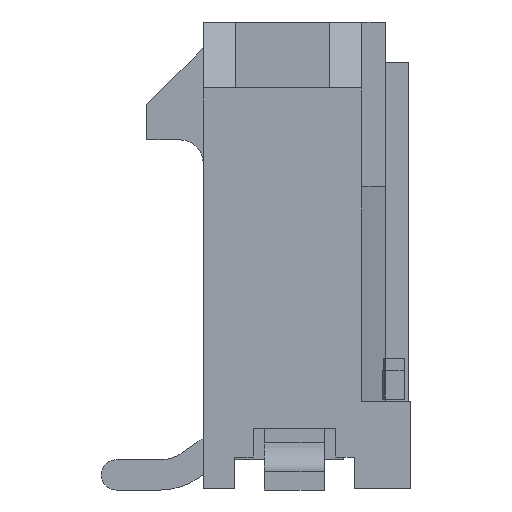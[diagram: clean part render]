
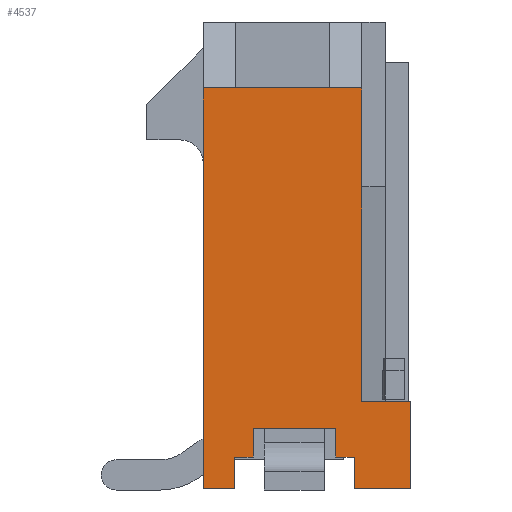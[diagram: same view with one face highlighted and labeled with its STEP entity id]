
A CAD part, left-side view. The second image highlights one B-rep face of the part: STEP entity #4537.
In plain terms, the highlighted planar face has unit normal (-1, 0, 0).
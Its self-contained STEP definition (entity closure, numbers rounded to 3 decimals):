
#829=DIRECTION('',(0.,0.,-1.));
#830=VECTOR('',#829,2.1);
#831=CARTESIAN_POINT('',(-4.825,-1.43,3.55));
#832=LINE('',#831,#830);
#833=DIRECTION('',(0.,0.,1.));
#834=VECTOR('',#833,4.55);
#835=CARTESIAN_POINT('',(-4.825,-1.43,-3.1));
#836=LINE('',#835,#834);
#837=DIRECTION('',(0.,0.,-1.));
#838=VECTOR('',#837,1.85);
#839=CARTESIAN_POINT('',(-4.825,-2.47,-3.1));
#840=LINE('',#839,#838);
#841=DIRECTION('',(0.,1.,0.));
#842=VECTOR('',#841,1.2);
#843=CARTESIAN_POINT('',(-4.825,-2.47,-4.95));
#844=LINE('',#843,#842);
#845=DIRECTION('',(0.,0.,1.));
#846=VECTOR('',#845,0.67);
#847=CARTESIAN_POINT('',(-4.825,-1.27,-4.95));
#848=LINE('',#847,#846);
#849=DIRECTION('',(0.,1.,0.));
#850=VECTOR('',#849,0.395);
#851=CARTESIAN_POINT('',(-4.825,-1.27,-4.28));
#852=LINE('',#851,#850);
#853=DIRECTION('',(0.,0.,-1.));
#854=VECTOR('',#853,0.6);
#855=CARTESIAN_POINT('',(-4.825,-0.875,-3.68));
#856=LINE('',#855,#854);
#857=DIRECTION('',(0.,-1.,0.));
#858=VECTOR('',#857,1.75);
#859=CARTESIAN_POINT('',(-4.825,0.875,-3.68));
#860=LINE('',#859,#858);
#861=DIRECTION('',(0.,0.,-1.));
#862=VECTOR('',#861,0.6);
#863=CARTESIAN_POINT('',(-4.825,0.875,-3.68));
#864=LINE('',#863,#862);
#865=DIRECTION('',(0.,1.,0.));
#866=VECTOR('',#865,0.395);
#867=CARTESIAN_POINT('',(-4.825,0.875,-4.28));
#868=LINE('',#867,#866);
#869=DIRECTION('',(0.,0.,-1.));
#870=VECTOR('',#869,0.67);
#871=CARTESIAN_POINT('',(-4.825,1.27,-4.28));
#872=LINE('',#871,#870);
#873=DIRECTION('',(0.,1.,0.));
#874=VECTOR('',#873,0.66);
#875=CARTESIAN_POINT('',(-4.825,1.27,-4.95));
#876=LINE('',#875,#874);
#877=DIRECTION('',(0.,0.,1.));
#878=VECTOR('',#877,8.5);
#879=CARTESIAN_POINT('',(-4.825,1.93,-4.95));
#880=LINE('',#879,#878);
#881=DIRECTION('',(0.,1.,0.));
#882=VECTOR('',#881,0.68);
#883=CARTESIAN_POINT('',(-4.825,1.25,3.55));
#884=LINE('',#883,#882);
#885=DIRECTION('',(0.,1.,0.));
#886=VECTOR('',#885,2.);
#887=CARTESIAN_POINT('',(-4.825,-0.75,3.55));
#888=LINE('',#887,#886);
#889=DIRECTION('',(0.,1.,0.));
#890=VECTOR('',#889,0.68);
#891=CARTESIAN_POINT('',(-4.825,-1.43,3.55));
#892=LINE('',#891,#890);
#1125=DIRECTION('',(0.,1.,0.));
#1126=VECTOR('',#1125,1.04);
#1127=CARTESIAN_POINT('',(-4.825,-2.47,-3.1));
#1128=LINE('',#1127,#1126);
#2665=CARTESIAN_POINT('',(-4.825,-2.47,-3.1));
#2666=CARTESIAN_POINT('',(-4.825,-2.47,-4.95));
#2667=VERTEX_POINT('',#2665);
#2668=VERTEX_POINT('',#2666);
#2669=CARTESIAN_POINT('',(-4.825,-1.27,-4.95));
#2670=VERTEX_POINT('',#2669);
#2677=CARTESIAN_POINT('',(-4.825,-1.27,-4.28));
#2678=VERTEX_POINT('',#2677);
#2679=CARTESIAN_POINT('',(-4.825,1.27,-4.28));
#2680=CARTESIAN_POINT('',(-4.825,1.27,-4.95));
#2681=VERTEX_POINT('',#2679);
#2682=VERTEX_POINT('',#2680);
#2683=CARTESIAN_POINT('',(-4.825,1.93,-4.95));
#2684=VERTEX_POINT('',#2683);
#2709=CARTESIAN_POINT('',(-4.825,-0.75,3.55));
#2710=CARTESIAN_POINT('',(-4.825,1.25,3.55));
#2711=VERTEX_POINT('',#2709);
#2712=VERTEX_POINT('',#2710);
#2763=CARTESIAN_POINT('',(-4.825,-0.875,-4.28));
#2765=VERTEX_POINT('',#2763);
#2767=CARTESIAN_POINT('',(-4.825,0.875,-4.28));
#2769=VERTEX_POINT('',#2767);
#2805=CARTESIAN_POINT('',(-4.825,0.875,-3.68));
#2807=VERTEX_POINT('',#2805);
#2889=CARTESIAN_POINT('',(-4.825,1.93,3.55));
#2891=VERTEX_POINT('',#2889);
#2897=CARTESIAN_POINT('',(-4.825,-0.875,-3.68));
#2898=VERTEX_POINT('',#2897);
#2923=CARTESIAN_POINT('',(-4.825,-1.43,-3.1));
#2924=VERTEX_POINT('',#2923);
#3257=CARTESIAN_POINT('',(-4.825,-1.43,3.55));
#3258=CARTESIAN_POINT('',(-4.825,-1.43,1.45));
#3259=VERTEX_POINT('',#3257);
#3260=VERTEX_POINT('',#3258);
#4502=CARTESIAN_POINT('',(-4.825,0.,0.));
#4503=DIRECTION('',(1.,0.,0.));
#4504=DIRECTION('',(0.,0.,-1.));
#4505=AXIS2_PLACEMENT_3D('',#4502,#4503,#4504);
#4506=PLANE('',#4505);
#4507=ORIENTED_EDGE('',*,*,#3927,.T.);
#4509=ORIENTED_EDGE('',*,*,#4508,.F.);
#4511=ORIENTED_EDGE('',*,*,#4510,.F.);
#4513=ORIENTED_EDGE('',*,*,#4512,.T.);
#4515=ORIENTED_EDGE('',*,*,#4514,.T.);
#4517=ORIENTED_EDGE('',*,*,#4516,.T.);
#4518=ORIENTED_EDGE('',*,*,#3624,.T.);
#4519=ORIENTED_EDGE('',*,*,#3808,.F.);
#4520=ORIENTED_EDGE('',*,*,#4344,.F.);
#4521=ORIENTED_EDGE('',*,*,#4454,.T.);
#4522=ORIENTED_EDGE('',*,*,#3644,.T.);
#4524=ORIENTED_EDGE('',*,*,#4523,.T.);
#4526=ORIENTED_EDGE('',*,*,#4525,.T.);
#4528=ORIENTED_EDGE('',*,*,#4527,.T.);
#4530=ORIENTED_EDGE('',*,*,#4529,.F.);
#4532=ORIENTED_EDGE('',*,*,#4531,.F.);
#4534=ORIENTED_EDGE('',*,*,#4533,.F.);
#4535=EDGE_LOOP('',(#4507,#4509,#4511,#4513,#4515,#4517,#4518,#4519,#4520,#4521,
#4522,#4524,#4526,#4528,#4530,#4532,#4534));
#4536=FACE_OUTER_BOUND('',#4535,.F.);
#4537=ADVANCED_FACE('',(#4536),#4506,.F.);
#3624=EDGE_CURVE('',#2678,#2765,#852,.T.);
#3644=EDGE_CURVE('',#2769,#2681,#868,.T.);
#3808=EDGE_CURVE('',#2898,#2765,#856,.T.);
#3927=EDGE_CURVE('',#3259,#3260,#832,.T.);
#4344=EDGE_CURVE('',#2807,#2898,#860,.T.);
#4454=EDGE_CURVE('',#2807,#2769,#864,.T.);
#4508=EDGE_CURVE('',#2924,#3260,#836,.T.);
#4510=EDGE_CURVE('',#2667,#2924,#1128,.T.);
#4512=EDGE_CURVE('',#2667,#2668,#840,.T.);
#4514=EDGE_CURVE('',#2668,#2670,#844,.T.);
#4516=EDGE_CURVE('',#2670,#2678,#848,.T.);
#4523=EDGE_CURVE('',#2681,#2682,#872,.T.);
#4525=EDGE_CURVE('',#2682,#2684,#876,.T.);
#4527=EDGE_CURVE('',#2684,#2891,#880,.T.);
#4529=EDGE_CURVE('',#2712,#2891,#884,.T.);
#4531=EDGE_CURVE('',#2711,#2712,#888,.T.);
#4533=EDGE_CURVE('',#3259,#2711,#892,.T.);
